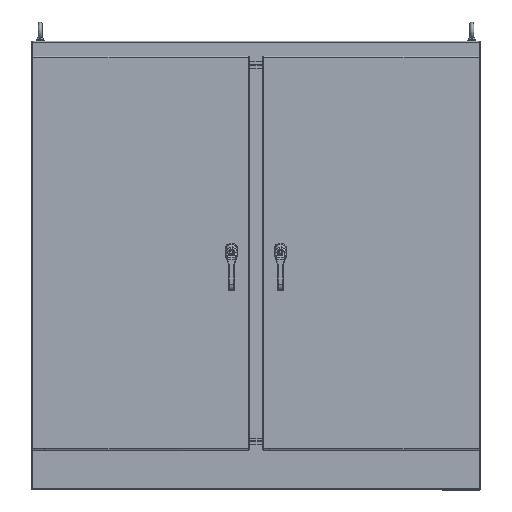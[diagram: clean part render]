
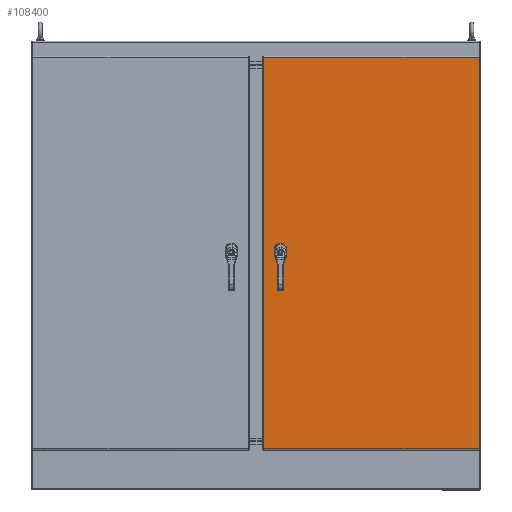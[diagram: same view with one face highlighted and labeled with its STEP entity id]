
A CAD part, top view. The second image highlights one B-rep face of the part: STEP entity #108400.
In plain terms, the highlighted planar face has unit normal (0, 0, 1).
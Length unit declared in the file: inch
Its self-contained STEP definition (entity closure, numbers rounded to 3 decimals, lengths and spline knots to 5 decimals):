
#93 = ORIENTED_EDGE ( 'NONE', *, *, #64537, .T. ) ;
#437 = CIRCLE ( 'NONE', #69590, 0.453 ) ;
#912 = CARTESIAN_POINT ( 'NONE',  ( 40.004, 37.9585, 19.34925 ) ) ;
#2110 = VECTOR ( 'NONE', #6912, 39.37008 ) ;
#2133 = DIRECTION ( 'NONE',  ( -1., 0., 0. ) ) ;
#3491 = CARTESIAN_POINT ( 'NONE',  ( 39.8635, 36.5815, 19.34925 ) ) ;
#5278 = EDGE_LOOP ( 'NONE', ( #103521, #108142, #108800, #9852 ) ) ;
#5525 = AXIS2_PLACEMENT_3D ( 'NONE', #46589, #77892, #57052 ) ;
#6912 = DIRECTION ( 'NONE',  ( 0., -1., 0. ) ) ;
#8724 = ORIENTED_EDGE ( 'NONE', *, *, #23982, .T. ) ;
#9775 = LINE ( 'NONE', #75137, #84395 ) ;
#9852 = ORIENTED_EDGE ( 'NONE', *, *, #84208, .T. ) ;
#10013 = VECTOR ( 'NONE', #81648, 39.37008 ) ;
#11820 = DIRECTION ( 'NONE',  ( 0., 0., -1. ) ) ;
#11855 = DIRECTION ( 'NONE',  ( -1., 0., 0. ) ) ;
#12324 = DIRECTION ( 'NONE',  ( 0., 0., -1. ) ) ;
#13365 = ORIENTED_EDGE ( 'NONE', *, *, #128542, .T. ) ;
#15868 = VERTEX_POINT ( 'NONE', #112873 ) ;
#15957 = VERTEX_POINT ( 'NONE', #95085 ) ;
#16422 = DIRECTION ( 'NONE',  ( 1., 0., 0. ) ) ;
#16567 = EDGE_CURVE ( 'NONE', #102577, #103653, #96357, .T. ) ;
#17728 = VECTOR ( 'NONE', #16422, 39.37008 ) ;
#18255 = CARTESIAN_POINT ( 'NONE',  ( 40.404, 38.17112, 19.34925 ) ) ;
#20717 = DIRECTION ( 'NONE',  ( 1., 0., 0. ) ) ;
#21621 = DIRECTION ( 'NONE',  ( -1., 0., 0. ) ) ;
#22539 = CARTESIAN_POINT ( 'NONE',  ( 71.93125, 69.44825, 19.34925 ) ) ;
#23262 = AXIS2_PLACEMENT_3D ( 'NONE', #66546, #133273, #2133 ) ;
#23982 = EDGE_CURVE ( 'NONE', #15957, #15957, #116367, .T. ) ;
#24300 = EDGE_LOOP ( 'NONE', ( #93, #47170, #134044, #130205, #117900, #44017, #30480, #116179 ) ) ;
#25427 = CARTESIAN_POINT ( 'NONE',  ( 39.79138, 37.5585, 19.34925 ) ) ;
#25858 = LINE ( 'NONE', #81321, #95415 ) ;
#27314 = CIRCLE ( 'NONE', #77141, 0.453 ) ;
#27645 = CARTESIAN_POINT ( 'NONE',  ( 39.604, 37.74588, 19.34925 ) ) ;
#30480 = ORIENTED_EDGE ( 'NONE', *, *, #104180, .T. ) ;
#30679 = LINE ( 'NONE', #106077, #62950 ) ;
#33739 = CIRCLE ( 'NONE', #23262, 0.1405 ) ;
#34072 = CARTESIAN_POINT ( 'NONE',  ( 37.32675, 69.44825, 19.34925 ) ) ;
#44017 = ORIENTED_EDGE ( 'NONE', *, *, #112985, .T. ) ;
#46589 = CARTESIAN_POINT ( 'NONE',  ( 40.004, 36.5815, 19.34925 ) ) ;
#46844 = DIRECTION ( 'NONE',  ( 0., -1., 0. ) ) ;
#47170 = ORIENTED_EDGE ( 'NONE', *, *, #137220, .T. ) ;
#48433 = DIRECTION ( 'NONE',  ( 0., 0., -1. ) ) ;
#48987 = CARTESIAN_POINT ( 'NONE',  ( 39.604, 37.74588, 19.34925 ) ) ;
#49071 = DIRECTION ( 'NONE',  ( 1., 0., 0. ) ) ;
#49480 = DIRECTION ( 'NONE',  ( 0., 1., 0. ) ) ;
#51791 = FACE_BOUND ( 'NONE', #58730, .T. ) ;
#53418 = CARTESIAN_POINT ( 'NONE',  ( 54.629, 37.9585, 19.34925 ) ) ;
#57052 = DIRECTION ( 'NONE',  ( -1., 0., 0. ) ) ;
#58730 = EDGE_LOOP ( 'NONE', ( #13365 ) ) ;
#59664 = CARTESIAN_POINT ( 'NONE',  ( 40.404, 37.74588, 19.34925 ) ) ;
#60509 = LINE ( 'NONE', #79544, #62138 ) ;
#60599 = VERTEX_POINT ( 'NONE', #25427 ) ;
#61260 = VERTEX_POINT ( 'NONE', #104199 ) ;
#61560 = VERTEX_POINT ( 'NONE', #108390 ) ;
#62138 = VECTOR ( 'NONE', #46844, 39.37008 ) ;
#62950 = VECTOR ( 'NONE', #71936, 39.37008 ) ;
#64537 = EDGE_CURVE ( 'NONE', #105189, #103974, #27314, .T. ) ;
#64757 = PLANE ( 'NONE',  #121946 ) ;
#65226 = DIRECTION ( 'NONE',  ( 0., 0., 1. ) ) ;
#66546 = CARTESIAN_POINT ( 'NONE',  ( 40.004, 38.8435, 19.34925 ) ) ;
#67550 = LINE ( 'NONE', #70692, #10013 ) ;
#67853 = VERTEX_POINT ( 'NONE', #34072 ) ;
#69590 = AXIS2_PLACEMENT_3D ( 'NONE', #912, #12324, #11855 ) ;
#69957 = CARTESIAN_POINT ( 'NONE',  ( 40.21662, 37.5585, 19.34925 ) ) ;
#70322 = FACE_OUTER_BOUND ( 'NONE', #5278, .T. ) ;
#70395 = CARTESIAN_POINT ( 'NONE',  ( 39.79138, 38.3585, 19.34925 ) ) ;
#70692 = CARTESIAN_POINT ( 'NONE',  ( 40.21662, 37.5585, 19.34925 ) ) ;
#71187 = CIRCLE ( 'NONE', #72461, 0.453 ) ;
#71936 = DIRECTION ( 'NONE',  ( 0., 1., 0. ) ) ;
#72461 = AXIS2_PLACEMENT_3D ( 'NONE', #74235, #85190, #21621 ) ;
#73785 = FACE_BOUND ( 'NONE', #108578, .T. ) ;
#74235 = CARTESIAN_POINT ( 'NONE',  ( 40.004, 37.9585, 19.34925 ) ) ;
#75137 = CARTESIAN_POINT ( 'NONE',  ( 54.629, 69.44825, 19.34925 ) ) ;
#75666 = EDGE_CURVE ( 'NONE', #67853, #61560, #60509, .T. ) ;
#75916 = VECTOR ( 'NONE', #49480, 39.37008 ) ;
#77141 = AXIS2_PLACEMENT_3D ( 'NONE', #80820, #79908, #90833 ) ;
#77892 = DIRECTION ( 'NONE',  ( 0., 0., -1. ) ) ;
#79544 = CARTESIAN_POINT ( 'NONE',  ( 37.32675, 37.9585, 19.34925 ) ) ;
#79908 = DIRECTION ( 'NONE',  ( 0., 0., -1. ) ) ;
#80072 = EDGE_CURVE ( 'NONE', #61560, #61260, #25858, .T. ) ;
#80091 = EDGE_CURVE ( 'NONE', #106535, #105189, #130918, .T. ) ;
#80536 = VERTEX_POINT ( 'NONE', #89333 ) ;
#80594 = FACE_BOUND ( 'NONE', #100637, .T. ) ;
#80820 = CARTESIAN_POINT ( 'NONE',  ( 40.004, 37.9585, 19.34925 ) ) ;
#81321 = CARTESIAN_POINT ( 'NONE',  ( 54.629, 6.46875, 19.34925 ) ) ;
#81648 = DIRECTION ( 'NONE',  ( -1., 0., 0. ) ) ;
#84208 = EDGE_CURVE ( 'NONE', #133754, #67853, #9775, .T. ) ;
#84395 = VECTOR ( 'NONE', #86055, 39.37008 ) ;
#85190 = DIRECTION ( 'NONE',  ( 0., 0., -1. ) ) ;
#86055 = DIRECTION ( 'NONE',  ( -1., 0., 0. ) ) ;
#89333 = CARTESIAN_POINT ( 'NONE',  ( 40.21662, 38.3585, 19.34925 ) ) ;
#90833 = DIRECTION ( 'NONE',  ( -1., 0., 0. ) ) ;
#90904 = ORIENTED_EDGE ( 'NONE', *, *, #137037, .T. ) ;
#94060 = LINE ( 'NONE', #70395, #17728 ) ;
#94407 = CIRCLE ( 'NONE', #119853, 0.453 ) ;
#95085 = CARTESIAN_POINT ( 'NONE',  ( 39.8635, 37.0735, 19.34925 ) ) ;
#95415 = VECTOR ( 'NONE', #49071, 39.37008 ) ;
#96357 = LINE ( 'NONE', #27645, #75916 ) ;
#100637 = EDGE_LOOP ( 'NONE', ( #8724 ) ) ;
#100908 = FACE_BOUND ( 'NONE', #24300, .T. ) ;
#102313 = AXIS2_PLACEMENT_3D ( 'NONE', #131120, #11820, #140175 ) ;
#102577 = VERTEX_POINT ( 'NONE', #48987 ) ;
#102950 = CARTESIAN_POINT ( 'NONE',  ( 39.79138, 38.3585, 19.34925 ) ) ;
#103521 = ORIENTED_EDGE ( 'NONE', *, *, #75666, .T. ) ;
#103653 = VERTEX_POINT ( 'NONE', #105708 ) ;
#103974 = VERTEX_POINT ( 'NONE', #69957 ) ;
#104180 = EDGE_CURVE ( 'NONE', #80536, #106535, #71187, .T. ) ;
#104199 = CARTESIAN_POINT ( 'NONE',  ( 71.93125, 6.46875, 19.34925 ) ) ;
#105189 = VERTEX_POINT ( 'NONE', #59664 ) ;
#105708 = CARTESIAN_POINT ( 'NONE',  ( 39.604, 38.17112, 19.34925 ) ) ;
#105799 = CARTESIAN_POINT ( 'NONE',  ( 40.004, 37.9585, 19.34925 ) ) ;
#106077 = CARTESIAN_POINT ( 'NONE',  ( 71.93125, 37.9585, 19.34925 ) ) ;
#106535 = VERTEX_POINT ( 'NONE', #124216 ) ;
#108142 = ORIENTED_EDGE ( 'NONE', *, *, #80072, .T. ) ;
#108390 = CARTESIAN_POINT ( 'NONE',  ( 37.32675, 6.46875, 19.34925 ) ) ;
#108400 = ADVANCED_FACE ( 'NONE', ( #100908, #80594, #73785, #51791, #70322 ), #64757, .T. ) ;
#108578 = EDGE_LOOP ( 'NONE', ( #90904 ) ) ;
#108800 = ORIENTED_EDGE ( 'NONE', *, *, #126499, .T. ) ;
#112873 = CARTESIAN_POINT ( 'NONE',  ( 39.8635, 38.8435, 19.34925 ) ) ;
#112985 = EDGE_CURVE ( 'NONE', #122971, #80536, #94060, .T. ) ;
#116179 = ORIENTED_EDGE ( 'NONE', *, *, #80091, .T. ) ;
#116367 = CIRCLE ( 'NONE', #102313, 0.1405 ) ;
#117900 = ORIENTED_EDGE ( 'NONE', *, *, #125702, .T. ) ;
#119853 = AXIS2_PLACEMENT_3D ( 'NONE', #105799, #48433, #124218 ) ;
#121946 = AXIS2_PLACEMENT_3D ( 'NONE', #53418, #65226, #20717 ) ;
#122745 = VERTEX_POINT ( 'NONE', #3491 ) ;
#122971 = VERTEX_POINT ( 'NONE', #102950 ) ;
#124216 = CARTESIAN_POINT ( 'NONE',  ( 40.404, 38.17112, 19.34925 ) ) ;
#124218 = DIRECTION ( 'NONE',  ( -1., 0., 0. ) ) ;
#125702 = EDGE_CURVE ( 'NONE', #103653, #122971, #437, .T. ) ;
#126499 = EDGE_CURVE ( 'NONE', #61260, #133754, #30679, .T. ) ;
#128542 = EDGE_CURVE ( 'NONE', #122745, #122745, #136715, .T. ) ;
#128699 = EDGE_CURVE ( 'NONE', #60599, #102577, #94407, .T. ) ;
#130205 = ORIENTED_EDGE ( 'NONE', *, *, #16567, .T. ) ;
#130918 = LINE ( 'NONE', #18255, #2110 ) ;
#131120 = CARTESIAN_POINT ( 'NONE',  ( 40.004, 37.0735, 19.34925 ) ) ;
#133273 = DIRECTION ( 'NONE',  ( 0., 0., -1. ) ) ;
#133754 = VERTEX_POINT ( 'NONE', #22539 ) ;
#134044 = ORIENTED_EDGE ( 'NONE', *, *, #128699, .T. ) ;
#136715 = CIRCLE ( 'NONE', #5525, 0.1405 ) ;
#137037 = EDGE_CURVE ( 'NONE', #15868, #15868, #33739, .T. ) ;
#137220 = EDGE_CURVE ( 'NONE', #103974, #60599, #67550, .T. ) ;
#140175 = DIRECTION ( 'NONE',  ( -1., 0., 0. ) ) ;
